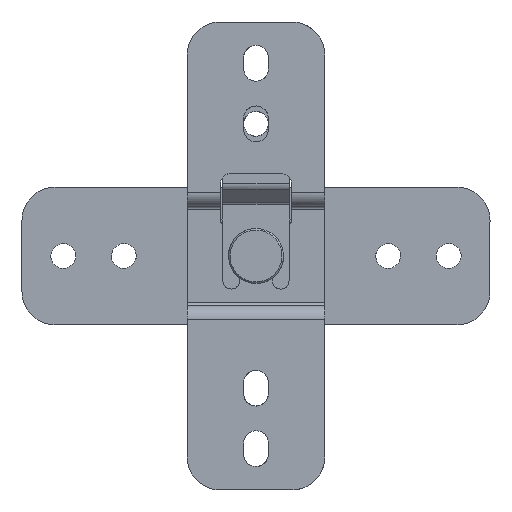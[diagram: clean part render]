
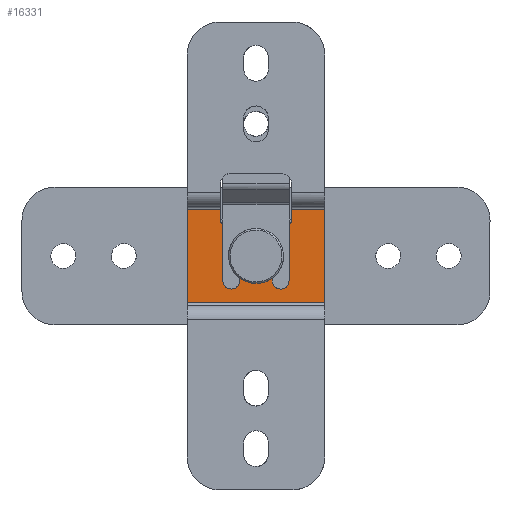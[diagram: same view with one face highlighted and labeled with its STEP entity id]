
A CAD part, left-side view. The second image highlights one B-rep face of the part: STEP entity #16331.
In plain terms, the highlighted free-form (B-spline) face has degree [1, 1] with [2, 2] control points.
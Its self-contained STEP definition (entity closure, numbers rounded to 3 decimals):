
#15115=CARTESIAN_POINT('',(6.,-6.5,6.577));
#15116=VERTEX_POINT('',#15115);
#15122=CARTESIAN_POINT('',(6.,-6.5,8.5));
#15123=VERTEX_POINT('',#15122);
#15124=CARTESIAN_POINT('',(6.,-6.5,6.577));
#15125=CARTESIAN_POINT('',(6.,-6.5,8.5));
#15126=QUASI_UNIFORM_CURVE('',1,(#15124,#15125),.UNSPECIFIED.,.F.,.U.);
#15127=EDGE_CURVE('',#15116,#15123,#15126,.T.);
#15166=CARTESIAN_POINT('',(6.,-6.,5.711));
#15167=VERTEX_POINT('',#15166);
#15168=CARTESIAN_POINT('',(6.,-6.,5.711));
#15169=CARTESIAN_POINT('',(6.,-6.5,6.));
#15170=CARTESIAN_POINT('',(6.,-6.5,6.577));
#15178=(BOUNDED_CURVE()B_SPLINE_CURVE(2,(#15168,#15169,#15170),.UNSPECIFIED.,.F.,.U.)CURVE()GEOMETRIC_REPRESENTATION_ITEM()QUASI_UNIFORM_CURVE()RATIONAL_B_SPLINE_CURVE((1.0,0.866,1.0))REPRESENTATION_ITEM(''));
#15179=EDGE_CURVE('',#15167,#15116,#15178,.T.);
#15196=CARTESIAN_POINT('',(6.,-3.46,4.245));
#15197=VERTEX_POINT('',#15196);
#15198=CARTESIAN_POINT('',(6.,-3.46,4.245));
#15199=CARTESIAN_POINT('',(6.,-6.,5.711));
#15200=QUASI_UNIFORM_CURVE('',1,(#15198,#15199),.UNSPECIFIED.,.F.,.U.);
#15201=EDGE_CURVE('',#15197,#15167,#15200,.T.);
#15229=CARTESIAN_POINT('',(6.,-2.96,3.379));
#15230=VERTEX_POINT('',#15229);
#15236=CARTESIAN_POINT('',(6.,-3.46,4.245));
#15237=CARTESIAN_POINT('',(6.,-2.96,3.956));
#15238=CARTESIAN_POINT('',(6.,-2.96,3.379));
#15246=(BOUNDED_CURVE()B_SPLINE_CURVE(2,(#15236,#15237,#15238),.UNSPECIFIED.,.F.,.U.)CURVE()GEOMETRIC_REPRESENTATION_ITEM()QUASI_UNIFORM_CURVE()RATIONAL_B_SPLINE_CURVE((1.0,0.866,1.0))REPRESENTATION_ITEM(''));
#15247=EDGE_CURVE('',#15197,#15230,#15246,.T.);
#15257=CARTESIAN_POINT('',(6.,-2.96,-2.705));
#15258=VERTEX_POINT('',#15257);
#15259=CARTESIAN_POINT('',(6.,-2.96,-2.705));
#15260=CARTESIAN_POINT('',(6.,-2.96,3.379));
#15261=QUASI_UNIFORM_CURVE('',1,(#15259,#15260),.UNSPECIFIED.,.F.,.U.);
#15262=EDGE_CURVE('',#15258,#15230,#15261,.T.);
#15288=CARTESIAN_POINT('',(6.,2.96,-2.705));
#15289=VERTEX_POINT('',#15288);
#15290=CARTESIAN_POINT('',(6.,2.96,-2.705));
#15291=CARTESIAN_POINT('',(6.,2.633,-3.064));
#15292=CARTESIAN_POINT('',(6.,2.099,-3.468));
#15293=CARTESIAN_POINT('',(6.,1.267,-3.822));
#15294=CARTESIAN_POINT('',(6.,0.676,-3.971));
#15295=CARTESIAN_POINT('',(6.,-0.086,-4.035));
#15296=CARTESIAN_POINT('',(6.,-0.833,-3.952));
#15297=CARTESIAN_POINT('',(6.,-1.561,-3.713));
#15298=CARTESIAN_POINT('',(6.,-2.27,-3.343));
#15299=CARTESIAN_POINT('',(6.,-2.714,-2.974));
#15300=CARTESIAN_POINT('',(6.,-2.96,-2.705));
#15301=B_SPLINE_CURVE_WITH_KNOTS('',3,(#15290,#15291,#15292,#15293,#15294,#15295,#15296,#15297,#15298,#15299,#15300),.UNSPECIFIED.,.F.,.U.,(4,1,1,1,1,1,1,1,4),(0.,1.457,1.977,2.705,3.278,4.266,4.942,5.567,6.659),.UNSPECIFIED.);
#15302=EDGE_CURVE('',#15289,#15258,#15301,.T.);
#15319=CARTESIAN_POINT('',(6.,2.96,3.379));
#15320=VERTEX_POINT('',#15319);
#15321=CARTESIAN_POINT('',(6.,2.96,3.379));
#15322=CARTESIAN_POINT('',(6.,2.96,-2.705));
#15323=QUASI_UNIFORM_CURVE('',1,(#15321,#15322),.UNSPECIFIED.,.F.,.U.);
#15324=EDGE_CURVE('',#15320,#15289,#15323,.T.);
#15352=CARTESIAN_POINT('',(6.,3.46,4.245));
#15353=VERTEX_POINT('',#15352);
#15359=CARTESIAN_POINT('',(6.,2.96,3.379));
#15360=CARTESIAN_POINT('',(6.,2.96,3.956));
#15361=CARTESIAN_POINT('',(6.,3.46,4.245));
#15369=(BOUNDED_CURVE()B_SPLINE_CURVE(2,(#15359,#15360,#15361),.UNSPECIFIED.,.F.,.U.)CURVE()GEOMETRIC_REPRESENTATION_ITEM()QUASI_UNIFORM_CURVE()RATIONAL_B_SPLINE_CURVE((1.0,0.866,1.0))REPRESENTATION_ITEM(''));
#15370=EDGE_CURVE('',#15320,#15353,#15369,.T.);
#15380=CARTESIAN_POINT('',(6.,6.,5.711));
#15381=VERTEX_POINT('',#15380);
#15382=CARTESIAN_POINT('',(6.,6.,5.711));
#15383=CARTESIAN_POINT('',(6.,3.46,4.245));
#15384=QUASI_UNIFORM_CURVE('',1,(#15382,#15383),.UNSPECIFIED.,.F.,.U.);
#15385=EDGE_CURVE('',#15381,#15353,#15384,.T.);
#15411=CARTESIAN_POINT('',(6.,6.5,6.577));
#15412=VERTEX_POINT('',#15411);
#15413=CARTESIAN_POINT('',(6.,6.5,6.577));
#15414=CARTESIAN_POINT('',(6.,6.5,6.));
#15415=CARTESIAN_POINT('',(6.,6.,5.711));
#15423=(BOUNDED_CURVE()B_SPLINE_CURVE(2,(#15413,#15414,#15415),.UNSPECIFIED.,.F.,.U.)CURVE()GEOMETRIC_REPRESENTATION_ITEM()QUASI_UNIFORM_CURVE()RATIONAL_B_SPLINE_CURVE((1.0,0.866,1.0))REPRESENTATION_ITEM(''));
#15424=EDGE_CURVE('',#15412,#15381,#15423,.T.);
#15465=CARTESIAN_POINT('',(6.,6.5,8.5));
#15466=VERTEX_POINT('',#15465);
#15480=CARTESIAN_POINT('',(6.,6.5,8.5));
#15481=CARTESIAN_POINT('',(6.,6.5,6.577));
#15482=QUASI_UNIFORM_CURVE('',1,(#15480,#15481),.UNSPECIFIED.,.F.,.U.);
#15483=EDGE_CURVE('',#15466,#15412,#15482,.T.);
#16068=CARTESIAN_POINT('',(6.0,-12.5,8.5));
#16069=VERTEX_POINT('',#16068);
#16083=CARTESIAN_POINT('',(6.,-12.5,-8.5));
#16084=VERTEX_POINT('',#16083);
#16085=CARTESIAN_POINT('',(6.0,-12.5,8.5));
#16086=CARTESIAN_POINT('',(6.,-12.5,-8.5));
#16087=QUASI_UNIFORM_CURVE('',1,(#16085,#16086),.UNSPECIFIED.,.F.,.U.);
#16088=EDGE_CURVE('',#16069,#16084,#16087,.T.);
#16158=CARTESIAN_POINT('',(6.,12.5,-8.5));
#16159=VERTEX_POINT('',#16158);
#16173=CARTESIAN_POINT('',(6.0,12.5,8.5));
#16174=VERTEX_POINT('',#16173);
#16175=CARTESIAN_POINT('',(6.0,12.5,8.5));
#16176=CARTESIAN_POINT('',(6.,12.5,-8.5));
#16177=QUASI_UNIFORM_CURVE('',1,(#16175,#16176),.UNSPECIFIED.,.F.,.U.);
#16178=EDGE_CURVE('',#16174,#16159,#16177,.T.);
#16290=CARTESIAN_POINT('',(6.,12.5,-8.5));
#16291=CARTESIAN_POINT('',(6.,-12.5,-8.5));
#16292=QUASI_UNIFORM_CURVE('',1,(#16290,#16291),.UNSPECIFIED.,.F.,.U.);
#16293=EDGE_CURVE('',#16159,#16084,#16292,.T.);
#16300=CARTESIAN_POINT('',(6.,-13.749,-9.349));
#16301=CARTESIAN_POINT('',(6.,-13.749,9.349));
#16302=CARTESIAN_POINT('',(6.,13.749,-9.349));
#16303=CARTESIAN_POINT('',(6.,13.749,9.349));
#16304=B_SPLINE_SURFACE_WITH_KNOTS('',1,1,((#16300,#16302),(#16301,#16303)),.UNSPECIFIED.,.F.,.F.,.U.,(2,2),(2,2),(0.0,18.698),(0.0,27.498),.UNSPECIFIED.);
#16305=ORIENTED_EDGE('',*,*,#15483,.F.);
#16306=CARTESIAN_POINT('',(6.0,12.5,8.5));
#16307=CARTESIAN_POINT('',(6.,6.5,8.5));
#16308=QUASI_UNIFORM_CURVE('',1,(#16306,#16307),.UNSPECIFIED.,.F.,.U.);
#16309=EDGE_CURVE('',#16174,#15466,#16308,.T.);
#16310=ORIENTED_EDGE('',*,*,#16309,.F.);
#16311=ORIENTED_EDGE('',*,*,#16178,.T.);
#16312=ORIENTED_EDGE('',*,*,#16293,.T.);
#16313=ORIENTED_EDGE('',*,*,#16088,.F.);
#16314=CARTESIAN_POINT('',(6.,-6.5,8.5));
#16315=CARTESIAN_POINT('',(6.0,-12.5,8.5));
#16316=QUASI_UNIFORM_CURVE('',1,(#16314,#16315),.UNSPECIFIED.,.F.,.U.);
#16317=EDGE_CURVE('',#15123,#16069,#16316,.T.);
#16318=ORIENTED_EDGE('',*,*,#16317,.F.);
#16319=ORIENTED_EDGE('',*,*,#15127,.F.);
#16320=ORIENTED_EDGE('',*,*,#15179,.F.);
#16321=ORIENTED_EDGE('',*,*,#15201,.F.);
#16322=ORIENTED_EDGE('',*,*,#15247,.T.);
#16323=ORIENTED_EDGE('',*,*,#15262,.F.);
#16324=ORIENTED_EDGE('',*,*,#15302,.F.);
#16325=ORIENTED_EDGE('',*,*,#15324,.F.);
#16326=ORIENTED_EDGE('',*,*,#15370,.T.);
#16327=ORIENTED_EDGE('',*,*,#15385,.F.);
#16328=ORIENTED_EDGE('',*,*,#15424,.F.);
#16329=EDGE_LOOP('',(#16305,#16310,#16311,#16312,#16313,#16318,#16319,#16320,#16321,#16322,#16323,#16324,#16325,#16326,#16327,#16328));
#16330=FACE_OUTER_BOUND('',#16329,.T.);
#16331=ADVANCED_FACE('',(#16330),#16304,.T.);
